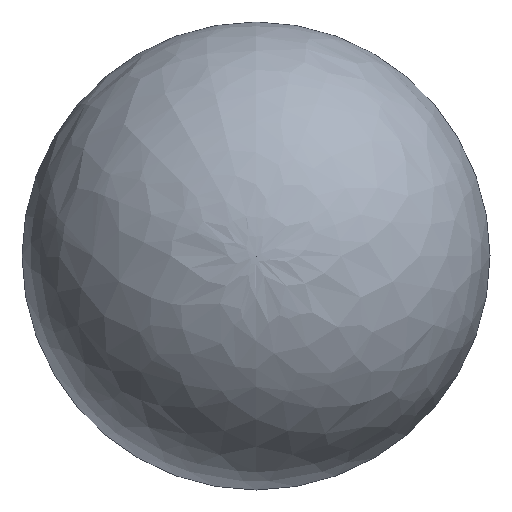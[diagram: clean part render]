
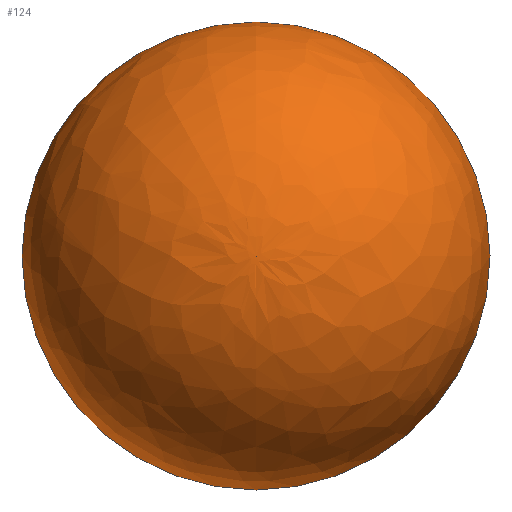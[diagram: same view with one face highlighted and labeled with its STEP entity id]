
A CAD part, left-side view. The second image highlights one B-rep face of the part: STEP entity #124.
In plain terms, the highlighted free-form (B-spline) face has degree [2, 2] with [3, 9] control points.
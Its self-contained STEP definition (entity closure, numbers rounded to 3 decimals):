
#16=(
BOUNDED_CURVE()
B_SPLINE_CURVE(2,(#275,#276,#277),.UNSPECIFIED.,.F.,.F.)
B_SPLINE_CURVE_WITH_KNOTS((3,3),(0.025,1.571),
 .UNSPECIFIED.)
CURVE()
GEOMETRIC_REPRESENTATION_ITEM()
RATIONAL_B_SPLINE_CURVE((1.,0.716,1.))
REPRESENTATION_ITEM('')
);
#18=(
BOUNDED_SURFACE()
B_SPLINE_SURFACE(2,2,((#243,#244,#245,#246,#247,#248,#249,#250,#251),(#252,
#253,#254,#255,#256,#257,#258,#259,#260),(#261,#262,#263,#264,#265,#266,
#267,#268,#269)),.UNSPECIFIED.,.F.,.T.,.F.)
B_SPLINE_SURFACE_WITH_KNOTS((3,3),(3,2,2,2,3),(-1.571,-0.025),
(-3.142,-1.571,0.,1.571,3.142),
 .UNSPECIFIED.)
GEOMETRIC_REPRESENTATION_ITEM()
RATIONAL_B_SPLINE_SURFACE(((1.,0.707,1.,0.707,1.,
0.707,1.,0.707,1.),(0.716,0.506,
0.716,0.506,0.716,0.506,0.716,
0.506,0.716),(1.,0.707,1.,0.707,
1.,0.707,1.,0.707,1.)))
REPRESENTATION_ITEM('')
SURFACE()
);
#37=FACE_OUTER_BOUND('',#50,.T.);
#50=EDGE_LOOP('',(#108,#109,#110,#111));
#63=CIRCLE('',#148,7.9);
#64=CIRCLE('',#149,7.9);
#74=VERTEX_POINT('',#270);
#75=VERTEX_POINT('',#271);
#76=VERTEX_POINT('',#274);
#87=EDGE_CURVE('',#74,#75,#63,.T.);
#88=EDGE_CURVE('',#75,#74,#64,.T.);
#89=EDGE_CURVE('',#75,#76,#16,.T.);
#108=ORIENTED_EDGE('',*,*,#87,.F.);
#109=ORIENTED_EDGE('',*,*,#88,.F.);
#110=ORIENTED_EDGE('',*,*,#89,.T.);
#111=ORIENTED_EDGE('',*,*,#89,.F.);
#124=ADVANCED_FACE('',(#37),#18,.F.);
#148=AXIS2_PLACEMENT_3D('',#272,#181,#182);
#149=AXIS2_PLACEMENT_3D('',#273,#183,#184);
#181=DIRECTION('center_axis',(1.,0.,0.));
#182=DIRECTION('ref_axis',(0.,0.,-1.));
#183=DIRECTION('center_axis',(1.,0.,0.));
#184=DIRECTION('ref_axis',(0.,0.,-1.));
#243=CARTESIAN_POINT('Ctrl Pts',(-20.7,0.,0.));
#244=CARTESIAN_POINT('Ctrl Pts',(-20.7,0.,0.));
#245=CARTESIAN_POINT('Ctrl Pts',(-20.7,0.,0.));
#246=CARTESIAN_POINT('Ctrl Pts',(-20.7,0.,0.));
#247=CARTESIAN_POINT('Ctrl Pts',(-20.7,0.,0.));
#248=CARTESIAN_POINT('Ctrl Pts',(-20.7,0.,0.));
#249=CARTESIAN_POINT('Ctrl Pts',(-20.7,0.,0.));
#250=CARTESIAN_POINT('Ctrl Pts',(-20.7,0.,0.));
#251=CARTESIAN_POINT('Ctrl Pts',(-20.7,0.,0.));
#252=CARTESIAN_POINT('Ctrl Pts',(-20.702,0.,
7.705));
#253=CARTESIAN_POINT('Ctrl Pts',(-20.702,-7.705,7.705));
#254=CARTESIAN_POINT('Ctrl Pts',(-20.702,-7.705,0.));
#255=CARTESIAN_POINT('Ctrl Pts',(-20.702,-7.705,-7.705));
#256=CARTESIAN_POINT('Ctrl Pts',(-20.702,0.,
-7.705));
#257=CARTESIAN_POINT('Ctrl Pts',(-20.702,7.705,-7.705));
#258=CARTESIAN_POINT('Ctrl Pts',(-20.702,7.705,0.));
#259=CARTESIAN_POINT('Ctrl Pts',(-20.702,7.705,7.705));
#260=CARTESIAN_POINT('Ctrl Pts',(-20.702,0.,
7.705));
#261=CARTESIAN_POINT('Ctrl Pts',(-13.,0.,7.9));
#262=CARTESIAN_POINT('Ctrl Pts',(-13.,-7.9,7.9));
#263=CARTESIAN_POINT('Ctrl Pts',(-13.,-7.9,0.));
#264=CARTESIAN_POINT('Ctrl Pts',(-13.,-7.9,-7.9));
#265=CARTESIAN_POINT('Ctrl Pts',(-13.,0.,-7.9));
#266=CARTESIAN_POINT('Ctrl Pts',(-13.,7.9,-7.9));
#267=CARTESIAN_POINT('Ctrl Pts',(-13.,7.9,0.));
#268=CARTESIAN_POINT('Ctrl Pts',(-13.,7.9,7.9));
#269=CARTESIAN_POINT('Ctrl Pts',(-13.,0.,7.9));
#270=CARTESIAN_POINT('',(-13.,7.9,0.));
#271=CARTESIAN_POINT('',(-13.,0.,7.9));
#272=CARTESIAN_POINT('Origin',(-13.,0.,0.));
#273=CARTESIAN_POINT('Origin',(-13.,0.,0.));
#274=CARTESIAN_POINT('',(-20.7,0.,0.));
#275=CARTESIAN_POINT('Ctrl Pts',(-13.,0.,7.9));
#276=CARTESIAN_POINT('Ctrl Pts',(-20.702,0.,
7.705));
#277=CARTESIAN_POINT('Ctrl Pts',(-20.7,0.,0.));
